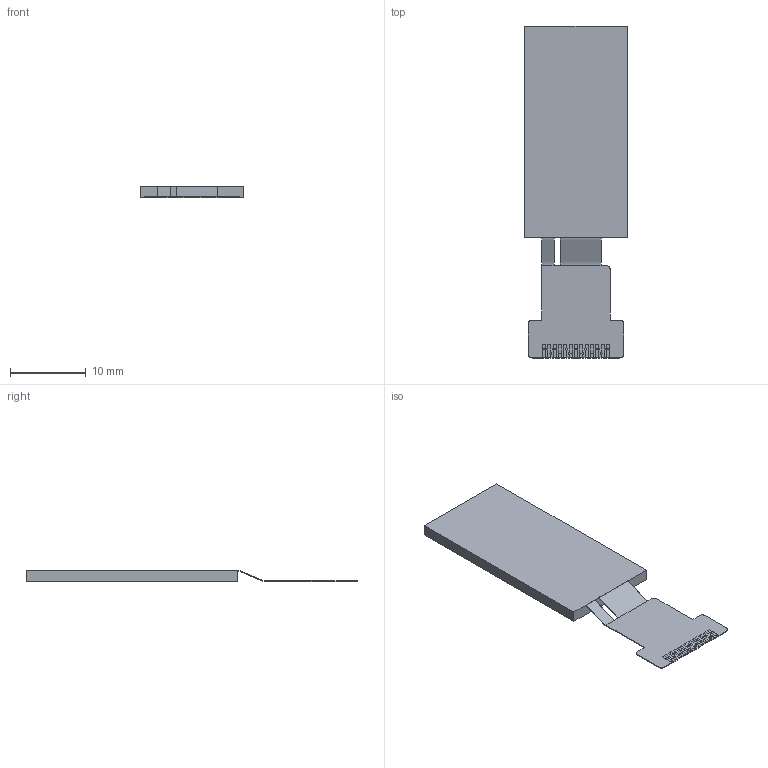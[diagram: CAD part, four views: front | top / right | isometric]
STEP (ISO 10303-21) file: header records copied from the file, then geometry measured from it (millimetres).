
FILE_DESCRIPTION(/* description */ (''),/* implementation_level */ '2;1');
FILE_NAME(/* name */ 'IPS Display 80x160 top.step',/* time_stamp */ '2020-11-12T14:48:38+01:00',/* author */ (''),/* organization */ (''),/* preprocessor_version */ 'ST-DEVELOPER v18.1',/* originating_system */ 'Autodesk Translation Framework v9.3.0.1241',/* authorisation */ '');
FILE_SCHEMA (('AUTOMOTIVE_DESIGN { 1 0 10303 214 3 1 1 }'));
Length unit declared in the file: millimetre
Products named in the file (1): Fusion-Komponente
Bounding box: 13.5 x 43.8 x 1.5 mm (x, y, z)
Volume: 580.4 mm3; surface area: 1205.4 mm2
Topology: 15 solids, 15 shells, 304 faces, 816 edges, 542 vertices
Faces by surface type: plane 217, cylinder 83, bspline 4
Full cylindrical faces by diameter (mm): 0.1 x13
Entity records: 9574 total; most frequent: CARTESIAN_POINT 1715, ORIENTED_EDGE 1632, DIRECTION 1576, EDGE_CURVE 816, LINE 642, VECTOR 642, VERTEX_POINT 542, AXIS2_PLACEMENT_3D 467
